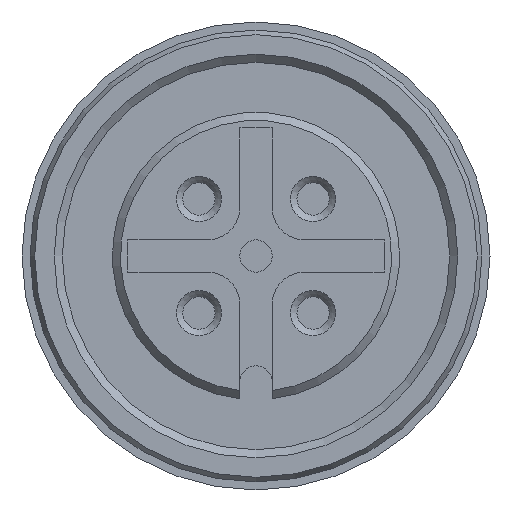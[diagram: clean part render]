
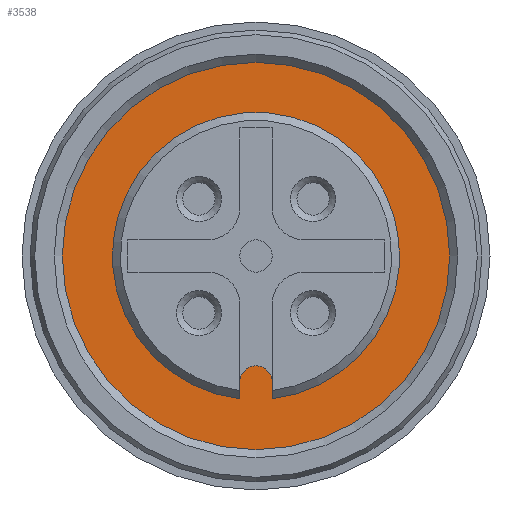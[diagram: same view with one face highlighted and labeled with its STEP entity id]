
A CAD part, front view. The second image highlights one B-rep face of the part: STEP entity #3538.
In plain terms, the highlighted planar face has unit normal (0, -1, 0).
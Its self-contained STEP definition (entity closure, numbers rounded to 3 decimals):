
#85=LINE('',#5566,#235);
#93=LINE('',#5596,#243);
#235=VECTOR('',#4405,0.522);
#243=VECTOR('',#4431,0.522);
#421=PLANE('',#3838);
#514=FACE_BOUND('',#938,.T.);
#669=FACE_OUTER_BOUND('',#937,.T.);
#937=EDGE_LOOP('',(#2433));
#938=EDGE_LOOP('',(#2434,#2435,#2436,#2437));
#1285=CIRCLE('',#3810,0.5);
#1287=CIRCLE('',#3813,4.45);
#1295=CIRCLE('',#3839,6.);
#1558=VERTEX_POINT('',#5541);
#1559=VERTEX_POINT('',#5543);
#1560=VERTEX_POINT('',#5547);
#1563=VERTEX_POINT('',#5552);
#1578=VERTEX_POINT('',#5624);
#1886=EDGE_CURVE('',#1559,#1558,#1285,.T.);
#1891=EDGE_CURVE('',#1560,#1563,#1287,.T.);
#1896=EDGE_CURVE('',#1558,#1560,#85,.T.);
#1911=EDGE_CURVE('',#1563,#1559,#93,.T.);
#1925=EDGE_CURVE('',#1578,#1578,#1295,.T.);
#2433=ORIENTED_EDGE('',*,*,#1925,.F.);
#2434=ORIENTED_EDGE('',*,*,#1891,.T.);
#2435=ORIENTED_EDGE('',*,*,#1911,.T.);
#2436=ORIENTED_EDGE('',*,*,#1886,.T.);
#2437=ORIENTED_EDGE('',*,*,#1896,.T.);
#3538=ADVANCED_FACE('',(#669,#514),#421,.T.);
#3810=AXIS2_PLACEMENT_3D('',#5544,#4388,#4389);
#3813=AXIS2_PLACEMENT_3D('',#5554,#4397,#4398);
#3838=AXIS2_PLACEMENT_3D('',#5623,#4471,#4472);
#3839=AXIS2_PLACEMENT_3D('',#5625,#4473,#4474);
#4388=DIRECTION('center_axis',(0.,-1.,0.));
#4389=DIRECTION('ref_axis',(1.,0.,0.));
#4397=DIRECTION('center_axis',(0.,1.,0.));
#4398=DIRECTION('ref_axis',(0.,0.,1.));
#4405=DIRECTION('',(0.,0.,-1.));
#4431=DIRECTION('',(0.,0.,1.));
#4471=DIRECTION('center_axis',(0.,-1.,0.));
#4472=DIRECTION('ref_axis',(0.,0.,-1.));
#4473=DIRECTION('center_axis',(0.,1.,0.));
#4474=DIRECTION('ref_axis',(0.,0.,1.));
#5541=CARTESIAN_POINT('',(-0.5,-79.2,-3.9));
#5543=CARTESIAN_POINT('',(0.5,-79.2,-3.9));
#5544=CARTESIAN_POINT('Origin',(0.,-79.2,-3.9));
#5547=CARTESIAN_POINT('',(-0.5,-79.2,-4.422));
#5552=CARTESIAN_POINT('',(0.5,-79.2,-4.422));
#5554=CARTESIAN_POINT('Origin',(0.,-79.2,0.));
#5566=CARTESIAN_POINT('',(-0.5,-79.2,-3.9));
#5596=CARTESIAN_POINT('',(0.5,-79.2,-4.472));
#5623=CARTESIAN_POINT('Origin',(0.,-79.2,5.225));
#5624=CARTESIAN_POINT('',(0.,-79.2,6.));
#5625=CARTESIAN_POINT('Origin',(0.,-79.2,0.));
